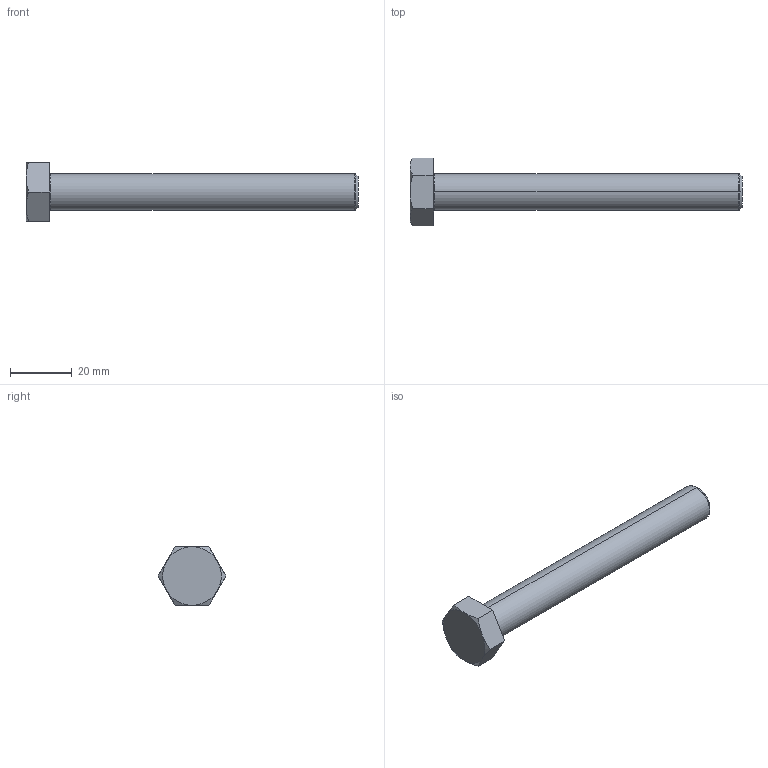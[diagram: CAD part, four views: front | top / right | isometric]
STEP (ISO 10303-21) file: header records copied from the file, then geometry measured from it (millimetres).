
FILE_DESCRIPTION (( 'STEP AP214' ), '1' );
FILE_NAME ('3156799.stp', '2019-01-16T08:54:37', ( '' ), ( '' ), 'SwSTEP 2.0', 'SolidWorks 2018', '' );
FILE_SCHEMA (( 'AUTOMOTIVE_DESIGN' ));
Length unit declared in the file: millimetre
Products named in the file (1): 3156799
Bounding box: 107.68 x 21.94 x 19 mm (x, y, z)
Volume: 13659.2 mm3; surface area: 4850.3 mm2
Topology: 1 solids, 1 shells, 26 faces, 54 edges, 32 vertices
Faces by surface type: plane 10, cone 8, torus 4, cylinder 4
Entity records: 790 total; most frequent: CARTESIAN_POINT 185, DIRECTION 120, ORIENTED_EDGE 108, EDGE_CURVE 54, AXIS2_PLACEMENT_3D 51, VERTEX_POINT 32, EDGE_LOOP 28, FACE_OUTER_BOUND 26
